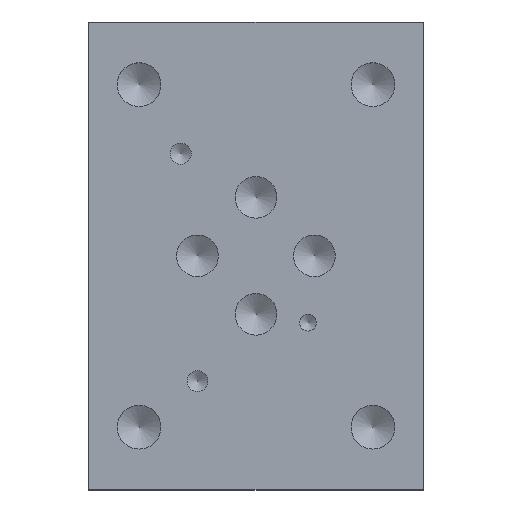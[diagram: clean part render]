
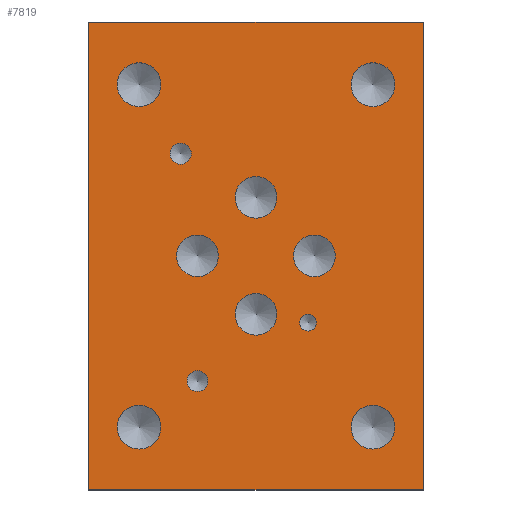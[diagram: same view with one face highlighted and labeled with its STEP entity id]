
A CAD part, top view. The second image highlights one B-rep face of the part: STEP entity #7819.
In plain terms, the highlighted planar face has unit normal (0, 0, 1).
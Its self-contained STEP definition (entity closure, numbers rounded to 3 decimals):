
#96=CIRCLE('',#8169,1.588);
#97=CIRCLE('',#8170,1.588);
#100=CIRCLE('',#8175,2.007);
#101=CIRCLE('',#8176,2.007);
#104=CIRCLE('',#8181,1.981);
#105=CIRCLE('',#8182,1.981);
#108=CIRCLE('',#8187,3.962);
#109=CIRCLE('',#8188,3.962);
#112=CIRCLE('',#8193,3.962);
#113=CIRCLE('',#8194,3.962);
#116=CIRCLE('',#8199,3.962);
#117=CIRCLE('',#8200,3.962);
#120=CIRCLE('',#8205,3.962);
#121=CIRCLE('',#8206,3.962);
#124=CIRCLE('',#8211,4.166);
#125=CIRCLE('',#8212,4.166);
#128=CIRCLE('',#8217,4.166);
#129=CIRCLE('',#8218,4.166);
#132=CIRCLE('',#8223,4.166);
#133=CIRCLE('',#8224,4.166);
#136=CIRCLE('',#8229,4.166);
#137=CIRCLE('',#8230,4.166);
#239=FACE_BOUND('',#1255,.T.);
#240=FACE_BOUND('',#1256,.T.);
#241=FACE_BOUND('',#1257,.T.);
#242=FACE_BOUND('',#1258,.T.);
#243=FACE_BOUND('',#1259,.T.);
#244=FACE_BOUND('',#1260,.T.);
#245=FACE_BOUND('',#1261,.T.);
#246=FACE_BOUND('',#1262,.T.);
#247=FACE_BOUND('',#1263,.T.);
#248=FACE_BOUND('',#1264,.T.);
#249=FACE_BOUND('',#1265,.T.);
#827=FACE_OUTER_BOUND('',#1254,.T.);
#1254=EDGE_LOOP('',(#6803,#6804,#6805,#6806));
#1255=EDGE_LOOP('',(#6807,#6808));
#1256=EDGE_LOOP('',(#6809,#6810));
#1257=EDGE_LOOP('',(#6811,#6812));
#1258=EDGE_LOOP('',(#6813,#6814));
#1259=EDGE_LOOP('',(#6815,#6816));
#1260=EDGE_LOOP('',(#6817,#6818));
#1261=EDGE_LOOP('',(#6819,#6820));
#1262=EDGE_LOOP('',(#6821,#6822));
#1263=EDGE_LOOP('',(#6823,#6824));
#1264=EDGE_LOOP('',(#6825,#6826));
#1265=EDGE_LOOP('',(#6827,#6828));
#1576=LINE('',#11527,#2395);
#2088=LINE('',#12990,#2907);
#2091=LINE('',#12996,#2910);
#2094=LINE('',#13000,#2913);
#2395=VECTOR('',#8779,10.);
#2907=VECTOR('',#10013,10.);
#2910=VECTOR('',#10018,10.);
#2913=VECTOR('',#10023,10.);
#3184=VERTEX_POINT('',#11524);
#3185=VERTEX_POINT('',#11526);
#3556=VERTEX_POINT('',#12741);
#3557=VERTEX_POINT('',#12742);
#3561=VERTEX_POINT('',#12754);
#3562=VERTEX_POINT('',#12755);
#3566=VERTEX_POINT('',#12767);
#3567=VERTEX_POINT('',#12768);
#3571=VERTEX_POINT('',#12780);
#3572=VERTEX_POINT('',#12781);
#3576=VERTEX_POINT('',#12793);
#3577=VERTEX_POINT('',#12794);
#3581=VERTEX_POINT('',#12806);
#3582=VERTEX_POINT('',#12807);
#3586=VERTEX_POINT('',#12819);
#3587=VERTEX_POINT('',#12820);
#3591=VERTEX_POINT('',#12832);
#3592=VERTEX_POINT('',#12833);
#3596=VERTEX_POINT('',#12845);
#3597=VERTEX_POINT('',#12846);
#3601=VERTEX_POINT('',#12858);
#3602=VERTEX_POINT('',#12859);
#3606=VERTEX_POINT('',#12871);
#3607=VERTEX_POINT('',#12872);
#3647=VERTEX_POINT('',#12989);
#3649=VERTEX_POINT('',#12995);
#4054=EDGE_CURVE('',#3185,#3184,#1576,.T.);
#4594=EDGE_CURVE('',#3556,#3557,#96,.T.);
#4595=EDGE_CURVE('',#3557,#3556,#97,.T.);
#4600=EDGE_CURVE('',#3561,#3562,#100,.T.);
#4601=EDGE_CURVE('',#3562,#3561,#101,.T.);
#4606=EDGE_CURVE('',#3566,#3567,#104,.T.);
#4607=EDGE_CURVE('',#3567,#3566,#105,.T.);
#4612=EDGE_CURVE('',#3571,#3572,#108,.T.);
#4613=EDGE_CURVE('',#3572,#3571,#109,.T.);
#4618=EDGE_CURVE('',#3576,#3577,#112,.T.);
#4619=EDGE_CURVE('',#3577,#3576,#113,.T.);
#4624=EDGE_CURVE('',#3581,#3582,#116,.T.);
#4625=EDGE_CURVE('',#3582,#3581,#117,.T.);
#4630=EDGE_CURVE('',#3586,#3587,#120,.T.);
#4631=EDGE_CURVE('',#3587,#3586,#121,.T.);
#4636=EDGE_CURVE('',#3591,#3592,#124,.T.);
#4637=EDGE_CURVE('',#3592,#3591,#125,.T.);
#4642=EDGE_CURVE('',#3596,#3597,#128,.T.);
#4643=EDGE_CURVE('',#3597,#3596,#129,.T.);
#4648=EDGE_CURVE('',#3601,#3602,#132,.T.);
#4649=EDGE_CURVE('',#3602,#3601,#133,.T.);
#4654=EDGE_CURVE('',#3606,#3607,#136,.T.);
#4655=EDGE_CURVE('',#3607,#3606,#137,.T.);
#4710=EDGE_CURVE('',#3647,#3185,#2088,.T.);
#4713=EDGE_CURVE('',#3649,#3647,#2091,.T.);
#4716=EDGE_CURVE('',#3184,#3649,#2094,.T.);
#6803=ORIENTED_EDGE('',*,*,#4054,.T.);
#6804=ORIENTED_EDGE('',*,*,#4716,.T.);
#6805=ORIENTED_EDGE('',*,*,#4713,.T.);
#6806=ORIENTED_EDGE('',*,*,#4710,.T.);
#6807=ORIENTED_EDGE('',*,*,#4594,.T.);
#6808=ORIENTED_EDGE('',*,*,#4595,.T.);
#6809=ORIENTED_EDGE('',*,*,#4600,.T.);
#6810=ORIENTED_EDGE('',*,*,#4601,.T.);
#6811=ORIENTED_EDGE('',*,*,#4606,.T.);
#6812=ORIENTED_EDGE('',*,*,#4607,.T.);
#6813=ORIENTED_EDGE('',*,*,#4612,.T.);
#6814=ORIENTED_EDGE('',*,*,#4613,.T.);
#6815=ORIENTED_EDGE('',*,*,#4618,.T.);
#6816=ORIENTED_EDGE('',*,*,#4619,.T.);
#6817=ORIENTED_EDGE('',*,*,#4624,.T.);
#6818=ORIENTED_EDGE('',*,*,#4625,.T.);
#6819=ORIENTED_EDGE('',*,*,#4630,.T.);
#6820=ORIENTED_EDGE('',*,*,#4631,.T.);
#6821=ORIENTED_EDGE('',*,*,#4636,.T.);
#6822=ORIENTED_EDGE('',*,*,#4637,.T.);
#6823=ORIENTED_EDGE('',*,*,#4642,.T.);
#6824=ORIENTED_EDGE('',*,*,#4643,.T.);
#6825=ORIENTED_EDGE('',*,*,#4648,.T.);
#6826=ORIENTED_EDGE('',*,*,#4649,.T.);
#6827=ORIENTED_EDGE('',*,*,#4654,.T.);
#6828=ORIENTED_EDGE('',*,*,#4655,.T.);
#7119=PLANE('',#8291);
#7819=ADVANCED_FACE('',(#827,#239,#240,#241,#242,#243,#244,#245,#246,#247,
#248,#249),#7119,.T.);
#8169=AXIS2_PLACEMENT_3D('',#12743,#9737,#9738);
#8170=AXIS2_PLACEMENT_3D('',#12744,#9739,#9740);
#8175=AXIS2_PLACEMENT_3D('',#12756,#9751,#9752);
#8176=AXIS2_PLACEMENT_3D('',#12757,#9753,#9754);
#8181=AXIS2_PLACEMENT_3D('',#12769,#9765,#9766);
#8182=AXIS2_PLACEMENT_3D('',#12770,#9767,#9768);
#8187=AXIS2_PLACEMENT_3D('',#12782,#9779,#9780);
#8188=AXIS2_PLACEMENT_3D('',#12783,#9781,#9782);
#8193=AXIS2_PLACEMENT_3D('',#12795,#9793,#9794);
#8194=AXIS2_PLACEMENT_3D('',#12796,#9795,#9796);
#8199=AXIS2_PLACEMENT_3D('',#12808,#9807,#9808);
#8200=AXIS2_PLACEMENT_3D('',#12809,#9809,#9810);
#8205=AXIS2_PLACEMENT_3D('',#12821,#9821,#9822);
#8206=AXIS2_PLACEMENT_3D('',#12822,#9823,#9824);
#8211=AXIS2_PLACEMENT_3D('',#12834,#9835,#9836);
#8212=AXIS2_PLACEMENT_3D('',#12835,#9837,#9838);
#8217=AXIS2_PLACEMENT_3D('',#12847,#9849,#9850);
#8218=AXIS2_PLACEMENT_3D('',#12848,#9851,#9852);
#8223=AXIS2_PLACEMENT_3D('',#12860,#9863,#9864);
#8224=AXIS2_PLACEMENT_3D('',#12861,#9865,#9866);
#8229=AXIS2_PLACEMENT_3D('',#12873,#9877,#9878);
#8230=AXIS2_PLACEMENT_3D('',#12874,#9879,#9880);
#8291=AXIS2_PLACEMENT_3D('',#13002,#10026,#10027);
#8779=DIRECTION('',(1.,0.,0.));
#9737=DIRECTION('center_axis',(0.,0.,-1.));
#9738=DIRECTION('ref_axis',(1.,0.,0.));
#9739=DIRECTION('center_axis',(0.,0.,-1.));
#9740=DIRECTION('ref_axis',(1.,0.,0.));
#9751=DIRECTION('center_axis',(0.,0.,-1.));
#9752=DIRECTION('ref_axis',(1.,0.,0.));
#9753=DIRECTION('center_axis',(0.,0.,-1.));
#9754=DIRECTION('ref_axis',(1.,0.,0.));
#9765=DIRECTION('center_axis',(0.,0.,-1.));
#9766=DIRECTION('ref_axis',(1.,0.,0.));
#9767=DIRECTION('center_axis',(0.,0.,-1.));
#9768=DIRECTION('ref_axis',(1.,0.,0.));
#9779=DIRECTION('center_axis',(0.,0.,-1.));
#9780=DIRECTION('ref_axis',(1.,0.,0.));
#9781=DIRECTION('center_axis',(0.,0.,-1.));
#9782=DIRECTION('ref_axis',(1.,0.,0.));
#9793=DIRECTION('center_axis',(0.,0.,-1.));
#9794=DIRECTION('ref_axis',(1.,0.,0.));
#9795=DIRECTION('center_axis',(0.,0.,-1.));
#9796=DIRECTION('ref_axis',(1.,0.,0.));
#9807=DIRECTION('center_axis',(0.,0.,-1.));
#9808=DIRECTION('ref_axis',(1.,0.,0.));
#9809=DIRECTION('center_axis',(0.,0.,-1.));
#9810=DIRECTION('ref_axis',(1.,0.,0.));
#9821=DIRECTION('center_axis',(0.,0.,-1.));
#9822=DIRECTION('ref_axis',(1.,0.,0.));
#9823=DIRECTION('center_axis',(0.,0.,-1.));
#9824=DIRECTION('ref_axis',(1.,0.,0.));
#9835=DIRECTION('center_axis',(0.,0.,-1.));
#9836=DIRECTION('ref_axis',(1.,0.,0.));
#9837=DIRECTION('center_axis',(0.,0.,-1.));
#9838=DIRECTION('ref_axis',(1.,0.,0.));
#9849=DIRECTION('center_axis',(0.,0.,-1.));
#9850=DIRECTION('ref_axis',(1.,0.,0.));
#9851=DIRECTION('center_axis',(0.,0.,-1.));
#9852=DIRECTION('ref_axis',(1.,0.,0.));
#9863=DIRECTION('center_axis',(0.,0.,-1.));
#9864=DIRECTION('ref_axis',(1.,0.,0.));
#9865=DIRECTION('center_axis',(0.,0.,-1.));
#9866=DIRECTION('ref_axis',(1.,0.,0.));
#9877=DIRECTION('center_axis',(0.,0.,-1.));
#9878=DIRECTION('ref_axis',(1.,0.,0.));
#9879=DIRECTION('center_axis',(0.,0.,-1.));
#9880=DIRECTION('ref_axis',(1.,0.,0.));
#10013=DIRECTION('',(0.,-1.,0.));
#10018=DIRECTION('',(-1.,0.,0.));
#10023=DIRECTION('',(0.,1.,0.));
#10026=DIRECTION('center_axis',(0.,0.,1.));
#10027=DIRECTION('ref_axis',(1.,0.,0.));
#11524=CARTESIAN_POINT('',(63.5,0.,25.4));
#11526=CARTESIAN_POINT('',(0.,0.,25.4));
#11527=CARTESIAN_POINT('',(0.,0.,25.4));
#12741=CARTESIAN_POINT('',(43.244,31.75,25.4));
#12742=CARTESIAN_POINT('',(40.069,31.75,25.4));
#12743=CARTESIAN_POINT('Origin',(41.656,31.75,25.4));
#12744=CARTESIAN_POINT('Origin',(41.656,31.75,25.4));
#12754=CARTESIAN_POINT('',(19.431,63.881,25.4));
#12755=CARTESIAN_POINT('',(15.418,63.881,25.4));
#12756=CARTESIAN_POINT('Origin',(17.424,63.881,25.4));
#12757=CARTESIAN_POINT('Origin',(17.424,63.881,25.4));
#12767=CARTESIAN_POINT('',(22.606,20.65,25.4));
#12768=CARTESIAN_POINT('',(18.644,20.65,25.4));
#12769=CARTESIAN_POINT('Origin',(20.625,20.65,25.4));
#12770=CARTESIAN_POINT('Origin',(20.625,20.65,25.4));
#12780=CARTESIAN_POINT('',(46.812,44.45,25.4));
#12781=CARTESIAN_POINT('',(38.887,44.45,25.4));
#12782=CARTESIAN_POINT('Origin',(42.85,44.45,25.4));
#12783=CARTESIAN_POINT('Origin',(42.85,44.45,25.4));
#12793=CARTESIAN_POINT('',(35.712,33.35,25.4));
#12794=CARTESIAN_POINT('',(27.788,33.35,25.4));
#12795=CARTESIAN_POINT('Origin',(31.75,33.35,25.4));
#12796=CARTESIAN_POINT('Origin',(31.75,33.35,25.4));
#12806=CARTESIAN_POINT('',(35.712,55.575,25.4));
#12807=CARTESIAN_POINT('',(27.788,55.575,25.4));
#12808=CARTESIAN_POINT('Origin',(31.75,55.575,25.4));
#12809=CARTESIAN_POINT('Origin',(31.75,55.575,25.4));
#12819=CARTESIAN_POINT('',(24.587,44.45,25.4));
#12820=CARTESIAN_POINT('',(16.662,44.45,25.4));
#12821=CARTESIAN_POINT('Origin',(20.625,44.45,25.4));
#12822=CARTESIAN_POINT('Origin',(20.625,44.45,25.4));
#12832=CARTESIAN_POINT('',(58.141,11.913,25.4));
#12833=CARTESIAN_POINT('',(49.809,11.913,25.4));
#12834=CARTESIAN_POINT('Origin',(53.975,11.913,25.4));
#12835=CARTESIAN_POINT('Origin',(53.975,11.913,25.4));
#12845=CARTESIAN_POINT('',(13.691,76.987,25.4));
#12846=CARTESIAN_POINT('',(5.359,76.987,25.4));
#12847=CARTESIAN_POINT('Origin',(9.525,76.987,25.4));
#12848=CARTESIAN_POINT('Origin',(9.525,76.987,25.4));
#12858=CARTESIAN_POINT('',(58.141,76.987,25.4));
#12859=CARTESIAN_POINT('',(49.809,76.987,25.4));
#12860=CARTESIAN_POINT('Origin',(53.975,76.987,25.4));
#12861=CARTESIAN_POINT('Origin',(53.975,76.987,25.4));
#12871=CARTESIAN_POINT('',(13.691,11.913,25.4));
#12872=CARTESIAN_POINT('',(5.359,11.913,25.4));
#12873=CARTESIAN_POINT('Origin',(9.525,11.913,25.4));
#12874=CARTESIAN_POINT('Origin',(9.525,11.913,25.4));
#12989=CARTESIAN_POINT('',(0.,88.9,25.4));
#12990=CARTESIAN_POINT('',(0.,88.9,25.4));
#12995=CARTESIAN_POINT('',(63.5,88.9,25.4));
#12996=CARTESIAN_POINT('',(63.5,88.9,25.4));
#13000=CARTESIAN_POINT('',(63.5,0.,25.4));
#13002=CARTESIAN_POINT('Origin',(31.75,44.45,25.4));
